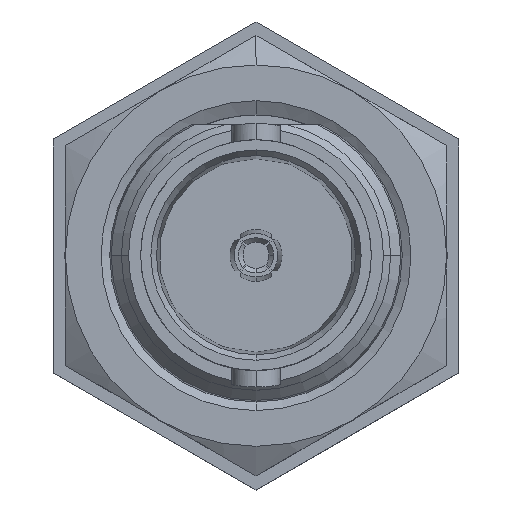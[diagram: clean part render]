
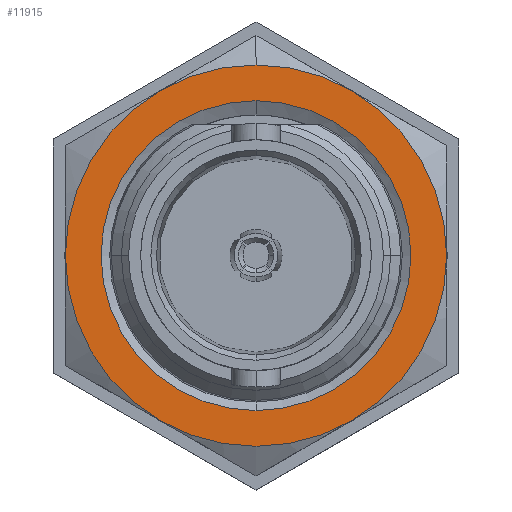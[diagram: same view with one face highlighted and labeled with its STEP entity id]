
A CAD part, top view. The second image highlights one B-rep face of the part: STEP entity #11915.
In plain terms, the highlighted planar face has unit normal (0, 0, 1).
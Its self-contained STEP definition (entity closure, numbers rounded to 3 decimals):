
#40 = ORIENTED_EDGE ( 'NONE', *, *, #2200, .T. ) ;
#109 = CIRCLE ( 'NONE', #11725, 8. ) ;
#167 = DIRECTION ( 'NONE',  ( 0., -1., 0. ) ) ;
#186 = CIRCLE ( 'NONE', #6673, 8. ) ;
#221 = DIRECTION ( 'NONE',  ( 0., -1., 0. ) ) ;
#333 = AXIS2_PLACEMENT_3D ( 'NONE', #6850, #961, #7828 ) ;
#341 = CARTESIAN_POINT ( 'NONE',  ( -4., 6.928, -12.85 ) ) ;
#445 = DIRECTION ( 'NONE',  ( 0., -1., 0. ) ) ;
#531 = AXIS2_PLACEMENT_3D ( 'NONE', #10521, #4686, #11515 ) ;
#686 = CIRCLE ( 'NONE', #12314, 8. ) ;
#809 = DIRECTION ( 'NONE',  ( 0., 0., 1. ) ) ;
#927 = PLANE ( 'NONE',  #333 ) ;
#961 = DIRECTION ( 'NONE',  ( 0., 0., -1. ) ) ;
#1118 = VERTEX_POINT ( 'NONE', #2970 ) ;
#1748 = VERTEX_POINT ( 'NONE', #10143 ) ;
#1764 = VERTEX_POINT ( 'NONE', #2294 ) ;
#1940 = DIRECTION ( 'NONE',  ( 0., 0., 1. ) ) ;
#2154 = DIRECTION ( 'NONE',  ( 0., 0., 1. ) ) ;
#2194 = EDGE_CURVE ( 'NONE', #3894, #1748, #10309, .T. ) ;
#2200 = EDGE_CURVE ( 'NONE', #4052, #3894, #186, .T. ) ;
#2269 = CARTESIAN_POINT ( 'NONE',  ( 0., 8., -12.85 ) ) ;
#2294 = CARTESIAN_POINT ( 'NONE',  ( -8., 0., -12.85 ) ) ;
#2970 = CARTESIAN_POINT ( 'NONE',  ( 4., 6.928, -12.85 ) ) ;
#3531 = DIRECTION ( 'NONE',  ( 0., 0., 1. ) ) ;
#3776 = CARTESIAN_POINT ( 'NONE',  ( 0., -6.5, -12.85 ) ) ;
#3856 = AXIS2_PLACEMENT_3D ( 'NONE', #11399, #5559, #12425 ) ;
#3894 = VERTEX_POINT ( 'NONE', #12094 ) ;
#3939 = ORIENTED_EDGE ( 'NONE', *, *, #5096, .T. ) ;
#4052 = VERTEX_POINT ( 'NONE', #7587 ) ;
#4456 = AXIS2_PLACEMENT_3D ( 'NONE', #10458, #4636, #11448 ) ;
#4594 = EDGE_CURVE ( 'NONE', #5908, #5207, #11635, .T. ) ;
#4636 = DIRECTION ( 'NONE',  ( 0., 0., 1. ) ) ;
#4669 = CIRCLE ( 'NONE', #3856, 8. ) ;
#4686 = DIRECTION ( 'NONE',  ( 0., 0., 1. ) ) ;
#4843 = EDGE_CURVE ( 'NONE', #5719, #12661, #109, .T. ) ;
#4959 = AXIS2_PLACEMENT_3D ( 'NONE', #7816, #1940, #8799 ) ;
#5096 = EDGE_CURVE ( 'NONE', #1764, #4052, #5487, .T. ) ;
#5141 = EDGE_CURVE ( 'NONE', #1118, #5719, #686, .T. ) ;
#5207 = VERTEX_POINT ( 'NONE', #3776 ) ;
#5284 = ORIENTED_EDGE ( 'NONE', *, *, #9590, .F. ) ;
#5396 = AXIS2_PLACEMENT_3D ( 'NONE', #11940, #6061, #167 ) ;
#5487 = CIRCLE ( 'NONE', #4456, 8. ) ;
#5559 = DIRECTION ( 'NONE',  ( 0., 0., 1. ) ) ;
#5719 = VERTEX_POINT ( 'NONE', #2269 ) ;
#5777 = CARTESIAN_POINT ( 'NONE',  ( 0., 6.5, -12.85 ) ) ;
#5908 = VERTEX_POINT ( 'NONE', #5777 ) ;
#6061 = DIRECTION ( 'NONE',  ( 0., 0., 1. ) ) ;
#6127 = DIRECTION ( 'NONE',  ( 0., 0., 1. ) ) ;
#6673 = AXIS2_PLACEMENT_3D ( 'NONE', #8016, #2154, #9013 ) ;
#6703 = CARTESIAN_POINT ( 'NONE',  ( 0., 0., -12.85 ) ) ;
#6773 = EDGE_CURVE ( 'NONE', #1748, #1118, #9450, .T. ) ;
#6850 = CARTESIAN_POINT ( 'NONE',  ( 0., 8., -12.85 ) ) ;
#6985 = FACE_BOUND ( 'NONE', #8926, .T. ) ;
#7155 = ORIENTED_EDGE ( 'NONE', *, *, #4594, .F. ) ;
#7587 = CARTESIAN_POINT ( 'NONE',  ( -4., -6.928, -12.85 ) ) ;
#7816 = CARTESIAN_POINT ( 'NONE',  ( 0., 0., -12.85 ) ) ;
#7828 = DIRECTION ( 'NONE',  ( 0., 1., 0. ) ) ;
#8016 = CARTESIAN_POINT ( 'NONE',  ( 0., 0., -12.85 ) ) ;
#8799 = DIRECTION ( 'NONE',  ( 0., -1., 0. ) ) ;
#8926 = EDGE_LOOP ( 'NONE', ( #5284, #7155 ) ) ;
#9013 = DIRECTION ( 'NONE',  ( 0., -1., 0. ) ) ;
#9178 = ORIENTED_EDGE ( 'NONE', *, *, #4843, .T. ) ;
#9381 = CARTESIAN_POINT ( 'NONE',  ( 0., 0., -12.85 ) ) ;
#9399 = EDGE_CURVE ( 'NONE', #12661, #1764, #4669, .T. ) ;
#9450 = CIRCLE ( 'NONE', #11093, 8. ) ;
#9462 = ORIENTED_EDGE ( 'NONE', *, *, #2194, .T. ) ;
#9590 = EDGE_CURVE ( 'NONE', #5207, #5908, #10750, .T. ) ;
#10143 = CARTESIAN_POINT ( 'NONE',  ( 8., 0., -12.85 ) ) ;
#10309 = CIRCLE ( 'NONE', #5396, 8. ) ;
#10353 = DIRECTION ( 'NONE',  ( 0., -1., 0. ) ) ;
#10458 = CARTESIAN_POINT ( 'NONE',  ( 0., 0., -12.85 ) ) ;
#10521 = CARTESIAN_POINT ( 'NONE',  ( 0., 0., -12.85 ) ) ;
#10750 = CIRCLE ( 'NONE', #4959, 6.5 ) ;
#10925 = ORIENTED_EDGE ( 'NONE', *, *, #6773, .T. ) ;
#11093 = AXIS2_PLACEMENT_3D ( 'NONE', #9381, #3531, #10353 ) ;
#11399 = CARTESIAN_POINT ( 'NONE',  ( 0., 0., -12.85 ) ) ;
#11448 = DIRECTION ( 'NONE',  ( 0., -1., 0. ) ) ;
#11515 = DIRECTION ( 'NONE',  ( 0., -1., 0. ) ) ;
#11635 = CIRCLE ( 'NONE', #531, 6.5 ) ;
#11720 = EDGE_LOOP ( 'NONE', ( #9462, #10925, #11900, #9178, #11977, #3939, #40 ) ) ;
#11725 = AXIS2_PLACEMENT_3D ( 'NONE', #11991, #6127, #221 ) ;
#11900 = ORIENTED_EDGE ( 'NONE', *, *, #5141, .T. ) ;
#11901 = FACE_OUTER_BOUND ( 'NONE', #11720, .T. ) ;
#11915 = ADVANCED_FACE ( 'NONE', ( #6985, #11901 ), #927, .F. ) ;
#11940 = CARTESIAN_POINT ( 'NONE',  ( 0., 0., -12.85 ) ) ;
#11977 = ORIENTED_EDGE ( 'NONE', *, *, #9399, .T. ) ;
#11991 = CARTESIAN_POINT ( 'NONE',  ( 0., 0., -12.85 ) ) ;
#12094 = CARTESIAN_POINT ( 'NONE',  ( 4., -6.928, -12.85 ) ) ;
#12314 = AXIS2_PLACEMENT_3D ( 'NONE', #6703, #809, #445 ) ;
#12425 = DIRECTION ( 'NONE',  ( 0., -1., 0. ) ) ;
#12661 = VERTEX_POINT ( 'NONE', #341 ) ;
